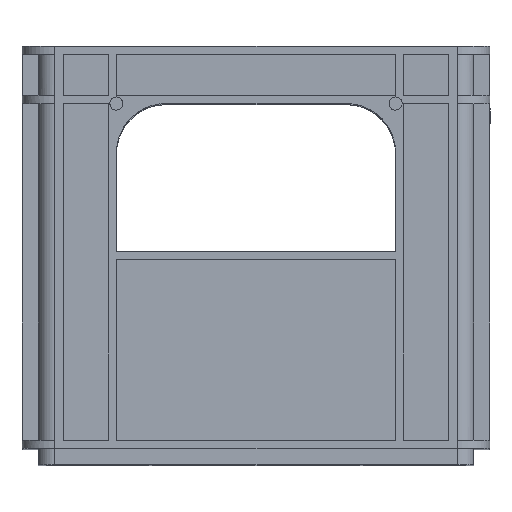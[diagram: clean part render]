
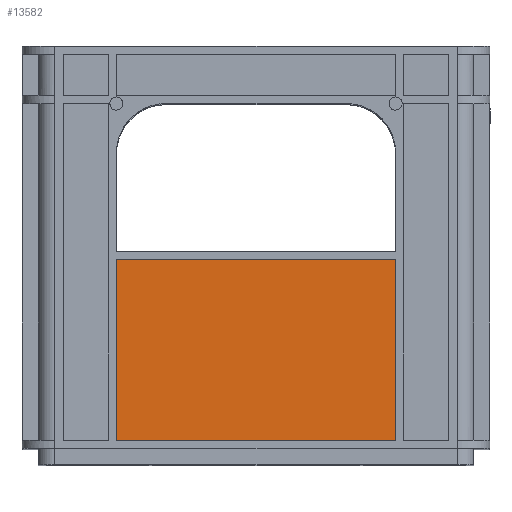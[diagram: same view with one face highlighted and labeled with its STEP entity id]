
A CAD part, top view. The second image highlights one B-rep face of the part: STEP entity #13582.
In plain terms, the highlighted free-form (B-spline) face has degree [1, 1] with [2, 2] control points.
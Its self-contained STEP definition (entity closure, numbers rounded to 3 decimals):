
#13484 = VERTEX_POINT('',#13485);
#13485 = CARTESIAN_POINT('',(-119.144,21.025,
    273.331));
#13490 = EDGE_CURVE('',#13484,#13491,#13493,.T.);
#13491 = VERTEX_POINT('',#13492);
#13492 = CARTESIAN_POINT('',(-119.144,175.212,
    273.331));
#13493 = B_SPLINE_CURVE_WITH_KNOTS('',1,(#13494,#13495),.UNSPECIFIED.,
  .F.,.F.,(2,2),(-110.,0.),.PIECEWISE_BEZIER_KNOTS.);
#13494 = CARTESIAN_POINT('',(-119.144,21.025,
    273.331));
#13495 = CARTESIAN_POINT('',(-119.144,175.212,
    273.331));
#13518 = VERTEX_POINT('',#13519);
#13519 = CARTESIAN_POINT('',(119.144,21.025,
    273.331));
#13524 = EDGE_CURVE('',#13518,#13484,#13525,.T.);
#13525 = B_SPLINE_CURVE_WITH_KNOTS('',1,(#13526,#13527),.UNSPECIFIED.,
  .F.,.F.,(2,2),(-170.,0.),.PIECEWISE_BEZIER_KNOTS.);
#13526 = CARTESIAN_POINT('',(119.144,21.025,
    273.331));
#13527 = CARTESIAN_POINT('',(-119.144,21.025,
    273.331));
#13546 = VERTEX_POINT('',#13547);
#13547 = CARTESIAN_POINT('',(119.144,175.212,
    273.331));
#13552 = EDGE_CURVE('',#13546,#13518,#13553,.T.);
#13553 = B_SPLINE_CURVE_WITH_KNOTS('',1,(#13554,#13555),.UNSPECIFIED.,
  .F.,.F.,(2,2),(-110.,0.),.PIECEWISE_BEZIER_KNOTS.);
#13554 = CARTESIAN_POINT('',(119.144,175.212,
    273.331));
#13555 = CARTESIAN_POINT('',(119.144,21.025,
    273.331));
#13572 = EDGE_CURVE('',#13491,#13546,#13573,.T.);
#13573 = B_SPLINE_CURVE_WITH_KNOTS('',1,(#13574,#13575),.UNSPECIFIED.,
  .F.,.F.,(2,2),(-170.,0.),.PIECEWISE_BEZIER_KNOTS.);
#13574 = CARTESIAN_POINT('',(-119.144,175.212,
    273.331));
#13575 = CARTESIAN_POINT('',(119.144,175.212,
    273.331));
#13582 = ADVANCED_FACE('',(#13583),#13589,.F.);
#13583 = FACE_BOUND('',#13584,.T.);
#13584 = EDGE_LOOP('',(#13585,#13586,#13587,#13588));
#13585 = ORIENTED_EDGE('',*,*,#13572,.F.);
#13586 = ORIENTED_EDGE('',*,*,#13490,.F.);
#13587 = ORIENTED_EDGE('',*,*,#13524,.F.);
#13588 = ORIENTED_EDGE('',*,*,#13552,.F.);
#13589 = B_SPLINE_SURFACE_WITH_KNOTS('',1,1,(
    (#13590,#13591)
    ,(#13592,#13593
    )),.UNSPECIFIED.,.F.,.F.,.F.,(2,2),(2,2),(-85.,85.),(-55.,55.),
  .PIECEWISE_BEZIER_KNOTS.);
#13590 = CARTESIAN_POINT('',(119.144,21.025,
    273.331));
#13591 = CARTESIAN_POINT('',(119.144,175.212,
    273.331));
#13592 = CARTESIAN_POINT('',(-119.144,21.025,
    273.331));
#13593 = CARTESIAN_POINT('',(-119.144,175.212,
    273.331));
